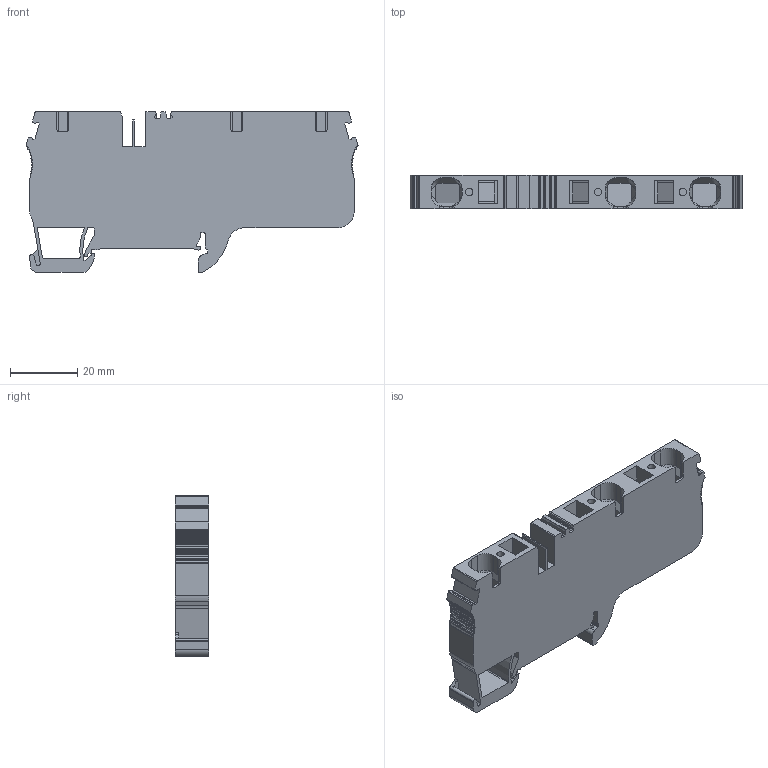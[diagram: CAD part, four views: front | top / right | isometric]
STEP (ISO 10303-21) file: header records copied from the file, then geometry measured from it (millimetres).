
FILE_DESCRIPTION(/* description */ ('Unknown'),/* implementation_level */ '2;1');
FILE_NAME(/* name */ 'SQ10-1X2_SOLID',/* time_stamp */ '2023-04-11T13:56:44+05:00',/* author */ ('Unknown'),/* organization */ ('Unknown'),/* preprocessor_version */ 'ST-DEVELOPER v16.7',/* originating_system */ 'Solid Edge',/* authorisation */ 'Unknown');
FILE_SCHEMA (('AUTOMOTIVE_DESIGN {1 0 10303 214 3 1 1}'));
Length unit declared in the file: millimetre
Products named in the file (1): SQ10-1X2_SOLID
Bounding box: 99.04 x 10 x 48 mm (x, y, z)
Volume: 32928.9 mm3; surface area: 13455.1 mm2
Topology: 1 solids, 1 shells, 358 faces, 1008 edges, 658 vertices
Faces by surface type: plane 180, cylinder 166, bspline 12
Full cylindrical faces by diameter (mm): 2.2 x3
Entity records: 16129 total; most frequent: CARTESIAN_POINT 4251, ORIENTED_EDGE 2010, DIRECTION 1932, EDGE_CURVE 1005, VERTEX_POINT 658, AXIS2_PLACEMENT_3D 652, LINE 628, VECTOR 628
